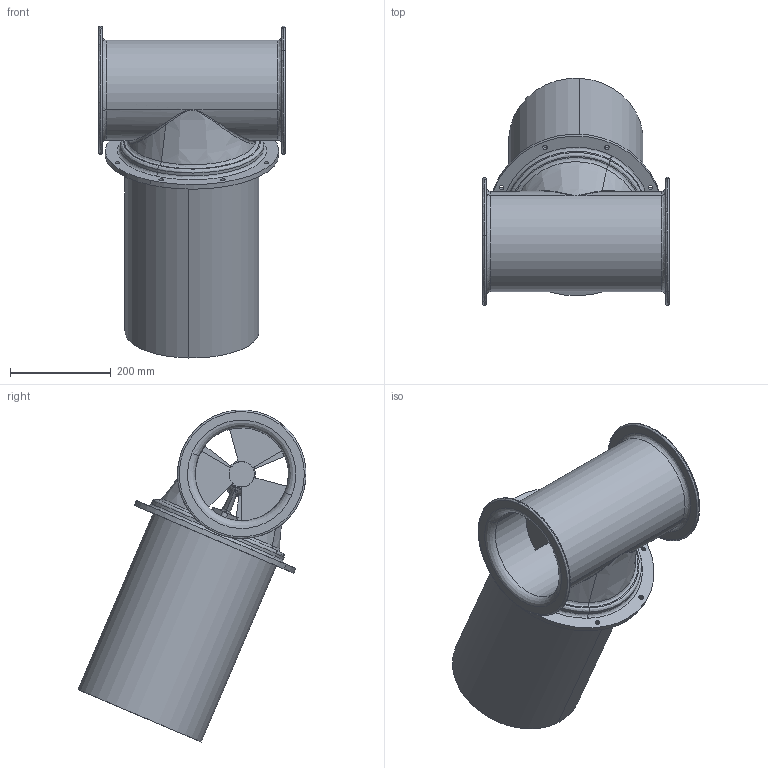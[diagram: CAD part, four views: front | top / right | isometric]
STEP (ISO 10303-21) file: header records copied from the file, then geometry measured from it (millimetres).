
FILE_DESCRIPTION(('CATIA V5 STEP Exchange'),'2;1');
FILE_NAME('Stern Pod CT100.stp','2014-11-21T07:08:54+00:00',('none'),('none'),'CATIA Version 5 Release 21 GA (IN-10)','CATIA V5 STEP AP203','none');
FILE_SCHEMA(('CONFIG_CONTROL_DESIGN'));
Length unit declared in the file: millimetre
Products named in the file (1): Stern pod CT100
Bounding box: 370 x 452.07 x 658.46 mm (x, y, z)
Volume: 12156262.4 mm3; surface area: 1797519.2 mm2
Topology: 4 solids, 8 shells, 410 faces, 1001 edges, 630 vertices
Faces by surface type: cylinder 201, plane 128, revolution 33, cone 26, bspline 22
Entity records: 18133 total; most frequent: CARTESIAN_POINT 9522, ORIENTED_EDGE 1982, DIRECTION 1239, EDGE_CURVE 991, VERTEX_POINT 630, AXIS2_PLACEMENT_3D 619, EDGE_LOOP 489, ADVANCED_FACE 410
